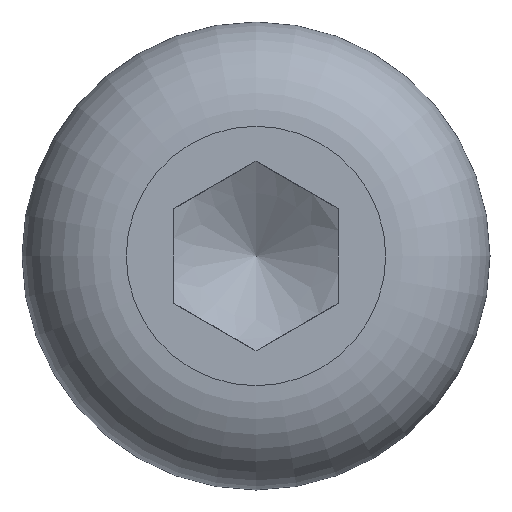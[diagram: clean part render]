
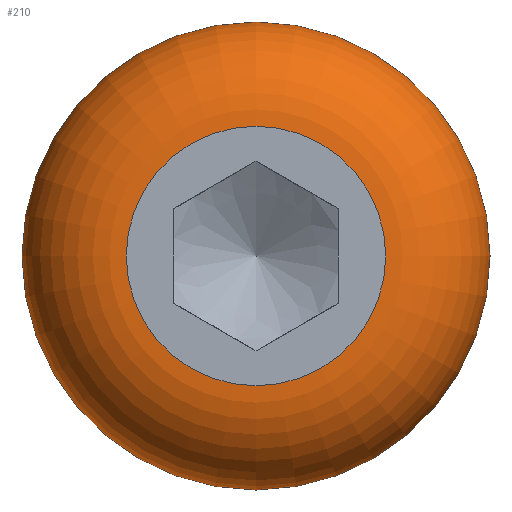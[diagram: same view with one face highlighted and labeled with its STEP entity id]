
A CAD part, left-side view. The second image highlights one B-rep face of the part: STEP entity #210.
In plain terms, the highlighted toroidal (fillet/blend) face has major radius 1.58 mm and minor radius 1.27 mm.
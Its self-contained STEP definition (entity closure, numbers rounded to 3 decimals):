
#62=FACE_BOUND('',#90,.T.);
#70=FACE_OUTER_BOUND('',#89,.T.);
#89=EDGE_LOOP('',(#162));
#90=EDGE_LOOP('',(#163));
#107=CIRCLE('',#233,1.58);
#108=CIRCLE('',#234,2.85);
#114=VERTEX_POINT('',#319);
#115=VERTEX_POINT('',#321);
#133=EDGE_CURVE('',#114,#114,#107,.T.);
#134=EDGE_CURVE('',#115,#115,#108,.T.);
#162=ORIENTED_EDGE('',*,*,#133,.T.);
#163=ORIENTED_EDGE('',*,*,#134,.T.);
#204=TOROIDAL_SURFACE('',#232,1.58,1.27);
#210=ADVANCED_FACE('',(#70,#62),#204,.T.);
#232=AXIS2_PLACEMENT_3D('',#318,#266,#267);
#233=AXIS2_PLACEMENT_3D('',#320,#268,#269);
#234=AXIS2_PLACEMENT_3D('',#322,#270,#271);
#266=DIRECTION('center_axis',(1.,0.,0.));
#267=DIRECTION('ref_axis',(0.,0.,-1.));
#268=DIRECTION('center_axis',(1.,0.,0.));
#269=DIRECTION('ref_axis',(0.,-1.,0.));
#270=DIRECTION('center_axis',(-1.,0.,0.));
#271=DIRECTION('ref_axis',(0.,-1.,0.));
#318=CARTESIAN_POINT('Origin',(-0.38,0.,
0.));
#319=CARTESIAN_POINT('',(-1.65,1.58,0.));
#320=CARTESIAN_POINT('Origin',(-1.65,0.,0.));
#321=CARTESIAN_POINT('',(-0.38,2.85,0.));
#322=CARTESIAN_POINT('Origin',(-0.38,0.,
0.));
